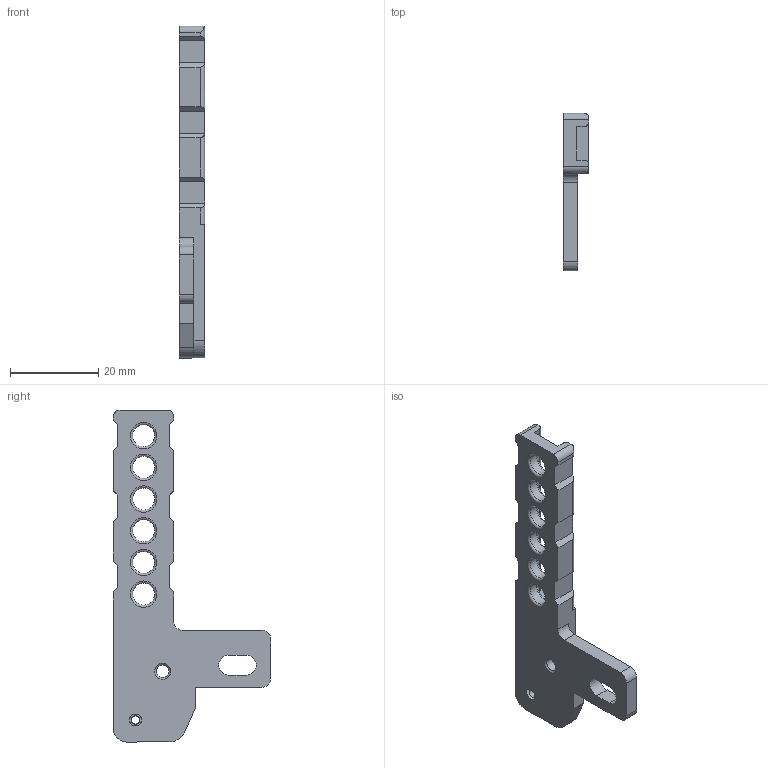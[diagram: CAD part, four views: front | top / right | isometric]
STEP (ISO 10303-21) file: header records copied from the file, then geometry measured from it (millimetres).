
FILE_DESCRIPTION(/* description */ (''),/* implementation_level */ '2;1');
FILE_NAME(/* name */ 'right-clamp-b.step',/* time_stamp */ '2023-09-13T07:30:52-04:00',/* author */ (''),/* organization */ (''),/* preprocessor_version */ 'ST-DEVELOPER v20',/* originating_system */ 'Autodesk Translation Framework v12.9.0.99',/* authorisation */ '');
FILE_SCHEMA (('AUTOMOTIVE_DESIGN { 1 0 10303 214 3 1 1 }'));
Length unit declared in the file: millimetre
Products named in the file (1): right-clamp
Bounding box: 5.72 x 35.68 x 75.41 mm (x, y, z)
Volume: 5259.1 mm3; surface area: 4052.8 mm2
Topology: 1 solids, 1 shells, 85 faces, 230 edges, 147 vertices
Faces by surface type: plane 43, cylinder 28, torus 12, cone 2
Full cylindrical faces by diameter (mm): 1.9 x1, 2.9 x1, 5 x6
Entity records: 2772 total; most frequent: CARTESIAN_POINT 488, DIRECTION 484, ORIENTED_EDGE 460, EDGE_CURVE 230, AXIS2_PLACEMENT_3D 171, VERTEX_POINT 147, LINE 142, VECTOR 142
